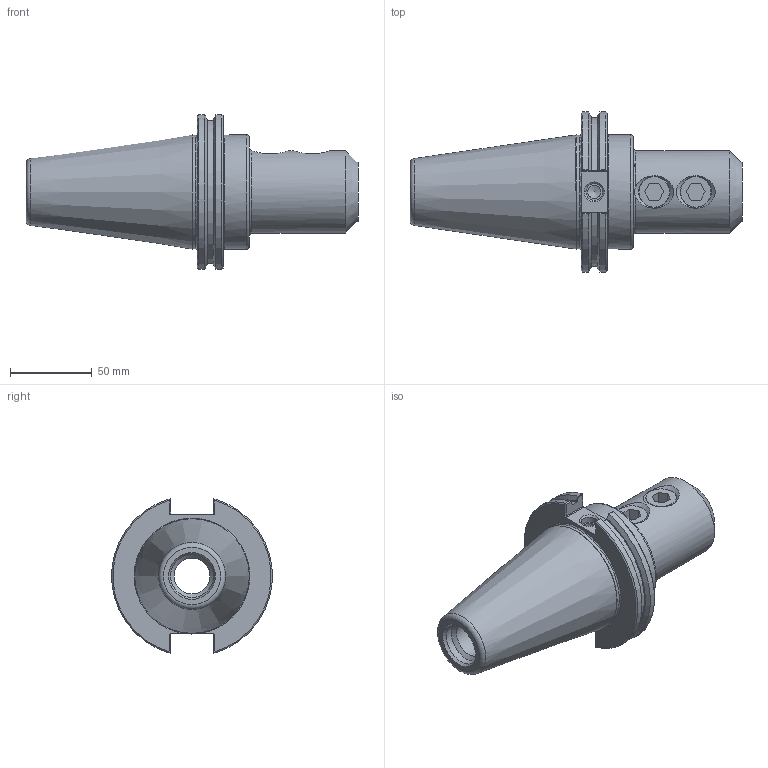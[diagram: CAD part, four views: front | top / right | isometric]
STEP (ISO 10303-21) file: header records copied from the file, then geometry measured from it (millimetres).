
FILE_DESCRIPTION((''),'2;1');
FILE_NAME('C50-10EM4.iam.stp','2014-07-14T10:14:28',(''),(''),'Autodesk Inventor 2012','Autodesk Inventor 2012','');
FILE_SCHEMA(('AUTOMOTIVE_DESIGN { 1 0 10303 214 1 1 1 1 }'));
Length unit declared in the file: inch
Products named in the file (3): C50-10EM4; C50-10EM4-1; 029-926
Assembly tree (3 placements, depth 2):
  C50-10EM4
    C50-10EM4-1
    029-926  x2
Bounding box: 203.2 x 98.06 x 94.71 mm (x, y, z)
Volume: 454747.7 mm3; surface area: 68282.1 mm2
Topology: 3 solids, 3 shells, 122 faces, 308 edges, 196 vertices
Faces by surface type: plane 51, cylinder 33, cone 25, bspline 8, torus 5
Full cylindrical faces by diameter (mm): 8 x1, 10.135 x1, 17.463 x4, 19.05 x2, 21.971 x1, 25.4 x1, 26.365 x1, 26.416 x1, 50.8 x1, 69.342 x1, 69.85 x1
Entity records: 4293 total; most frequent: CARTESIAN_POINT 1739, ORIENTED_EDGE 478, DIRECTION 462, EDGE_CURVE 239, AXIS2_PLACEMENT_3D 181, VERTEX_POINT 170, EDGE_LOOP 153, FACE_OUTER_BOUND 110
